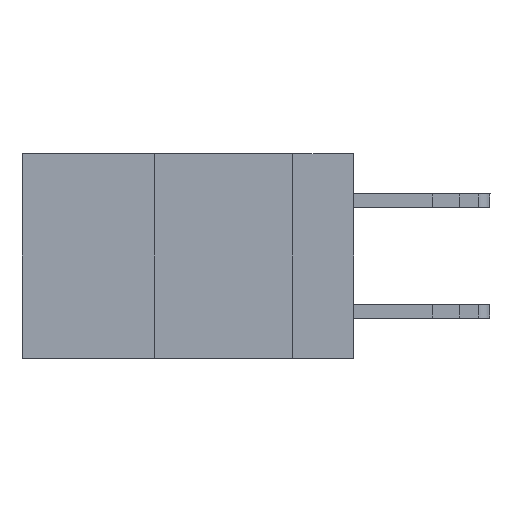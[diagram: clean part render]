
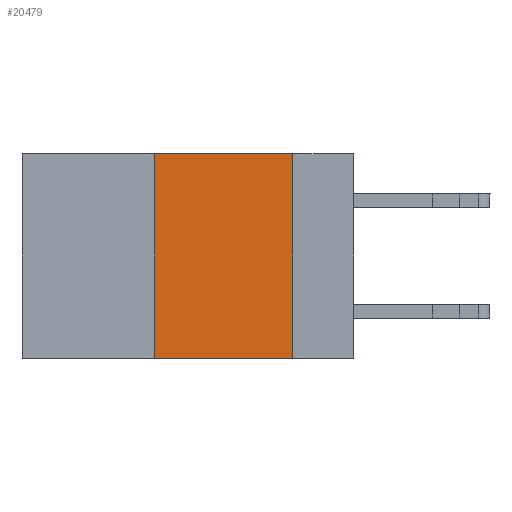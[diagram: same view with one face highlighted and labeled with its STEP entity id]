
A CAD part, left-side view. The second image highlights one B-rep face of the part: STEP entity #20479.
In plain terms, the highlighted planar face has unit normal (-1, 0, 0).
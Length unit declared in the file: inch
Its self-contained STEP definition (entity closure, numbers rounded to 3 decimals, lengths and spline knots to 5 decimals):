
#3407 = CARTESIAN_POINT ( 'NONE',  ( 0., 0.6, 0. ) ) ;
#4213 = CARTESIAN_POINT ( 'NONE',  ( 0., 0.11, -0.37 ) ) ;
#4567 = DIRECTION ( 'NONE',  ( 0., 0., 1. ) ) ;
#6969 = ORIENTED_EDGE ( 'NONE', *, *, #13882, .F. ) ;
#9144 = VECTOR ( 'NONE', #32585, 39.37008 ) ;
#9605 = DIRECTION ( 'NONE',  ( 0., 0., -1. ) ) ;
#10044 = CARTESIAN_POINT ( 'NONE',  ( 0., 0.36, 0. ) ) ;
#10640 = VECTOR ( 'NONE', #9605, 39.37008 ) ;
#11043 = EDGE_CURVE ( 'NONE', #25693, #31273, #29931, .T. ) ;
#12109 = LINE ( 'NONE', #22833, #28978 ) ;
#12203 = FACE_OUTER_BOUND ( 'NONE', #20957, .T. ) ;
#12486 = DIRECTION ( 'NONE',  ( 1., 0., 0. ) ) ;
#12956 = AXIS2_PLACEMENT_3D ( 'NONE', #3407, #12486, #32787 ) ;
#13558 = EDGE_CURVE ( 'NONE', #17330, #20113, #26125, .T. ) ;
#13882 = EDGE_CURVE ( 'NONE', #31273, #17330, #15075, .T. ) ;
#15075 = LINE ( 'NONE', #20801, #9144 ) ;
#16028 = ORIENTED_EDGE ( 'NONE', *, *, #13558, .F. ) ;
#17330 = VERTEX_POINT ( 'NONE', #28708 ) ;
#19286 = CARTESIAN_POINT ( 'NONE',  ( 0., 0.36, -0.37 ) ) ;
#19670 = DIRECTION ( 'NONE',  ( 0., -1., 0. ) ) ;
#20113 = VERTEX_POINT ( 'NONE', #4213 ) ;
#20479 = ADVANCED_FACE ( 'NONE', ( #12203 ), #29901, .F. ) ;
#20801 = CARTESIAN_POINT ( 'NONE',  ( 0., 0.6, 0. ) ) ;
#20957 = EDGE_LOOP ( 'NONE', ( #16028, #6969, #28124, #21189 ) ) ;
#21189 = ORIENTED_EDGE ( 'NONE', *, *, #23054, .T. ) ;
#22833 = CARTESIAN_POINT ( 'NONE',  ( 0., 0.6, -0.37 ) ) ;
#23054 = EDGE_CURVE ( 'NONE', #25693, #20113, #12109, .T. ) ;
#24417 = CARTESIAN_POINT ( 'NONE',  ( 0., 0.11, 0. ) ) ;
#25693 = VERTEX_POINT ( 'NONE', #19286 ) ;
#26125 = LINE ( 'NONE', #24417, #10640 ) ;
#28124 = ORIENTED_EDGE ( 'NONE', *, *, #11043, .F. ) ;
#28708 = CARTESIAN_POINT ( 'NONE',  ( 0., 0.11, 0. ) ) ;
#28978 = VECTOR ( 'NONE', #19670, 39.37008 ) ;
#29901 = PLANE ( 'NONE',  #12956 ) ;
#29931 = LINE ( 'NONE', #10044, #31741 ) ;
#31273 = VERTEX_POINT ( 'NONE', #36934 ) ;
#31741 = VECTOR ( 'NONE', #4567, 39.37008 ) ;
#32585 = DIRECTION ( 'NONE',  ( 0., -1., 0. ) ) ;
#32787 = DIRECTION ( 'NONE',  ( 0., 0., -1. ) ) ;
#36934 = CARTESIAN_POINT ( 'NONE',  ( 0., 0.36, 0. ) ) ;
